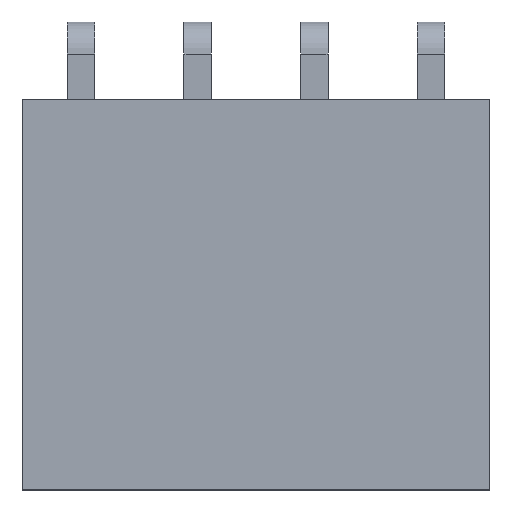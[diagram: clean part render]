
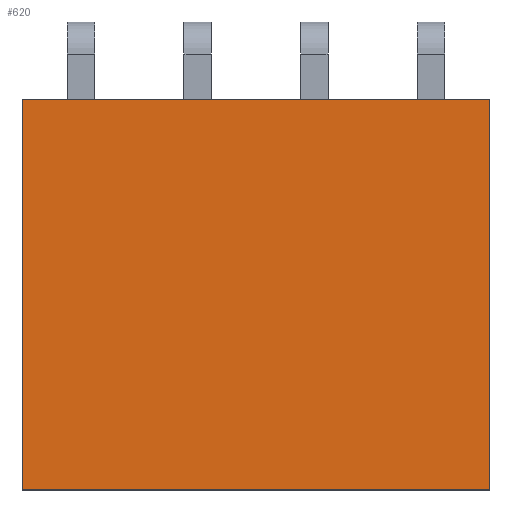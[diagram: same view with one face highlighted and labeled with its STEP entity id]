
A CAD part, top view. The second image highlights one B-rep face of the part: STEP entity #620.
In plain terms, the highlighted planar face has unit normal (0, 0, 1).
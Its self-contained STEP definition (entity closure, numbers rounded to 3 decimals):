
#620=ADVANCED_FACE('',(#2688),#2690,.T.);
#2688=FACE_BOUND('',#2689,.T.);
#2689=EDGE_LOOP('',(#4345,#4346,#4347,#4348));
#2690=PLANE('',#2691);
#2691=AXIS2_PLACEMENT_3D('',#2692,#2693,#2694);
#2692=CARTESIAN_POINT('',(1.27,-1.5,2.54));
#2693=DIRECTION('',(0.,0.,1.));
#2694=DIRECTION('',(-1.,0.,0.));
#4345=ORIENTED_EDGE('',*,*,#5441,.T.);
#4346=ORIENTED_EDGE('',*,*,#5515,.F.);
#4347=ORIENTED_EDGE('',*,*,#5448,.F.);
#4348=ORIENTED_EDGE('',*,*,#5532,.T.);
#5441=EDGE_CURVE('',#6229,#6227,#6230,.T.);
#5448=EDGE_CURVE('',#6239,#6241,#6242,.T.);
#5515=EDGE_CURVE('',#6241,#6227,#6355,.T.);
#5532=EDGE_CURVE('',#6239,#6229,#6388,.T.);
#6227=VERTEX_POINT('',#7673);
#6229=VERTEX_POINT('',#7677);
#6230=LINE('',#7678,#7679);
#6239=VERTEX_POINT('',#7699);
#6241=VERTEX_POINT('',#7703);
#6242=LINE('',#7704,#7705);
#6355=LINE('',#7955,#7956);
#6388=LINE('',#8022,#8023);
#7673=CARTESIAN_POINT('',(-1.27,-10.,2.54));
#7677=CARTESIAN_POINT('',(-1.27,-1.5,2.54));
#7678=CARTESIAN_POINT('',(-1.27,-1.5,2.54));
#7679=VECTOR('',#7680,1.);
#7680=DIRECTION('',(0.,-1.,0.));
#7699=CARTESIAN_POINT('',(8.89,-1.5,2.54));
#7703=CARTESIAN_POINT('',(8.89,-10.,2.54));
#7704=CARTESIAN_POINT('',(8.89,-1.5,2.54));
#7705=VECTOR('',#7706,1.);
#7706=DIRECTION('',(0.,-1.,0.));
#7955=CARTESIAN_POINT('',(8.89,-10.,2.54));
#7956=VECTOR('',#7957,1.);
#7957=DIRECTION('',(-1.,0.,0.));
#8022=CARTESIAN_POINT('',(8.89,-1.5,2.54));
#8023=VECTOR('',#8024,1.);
#8024=DIRECTION('',(-1.,0.,0.));
